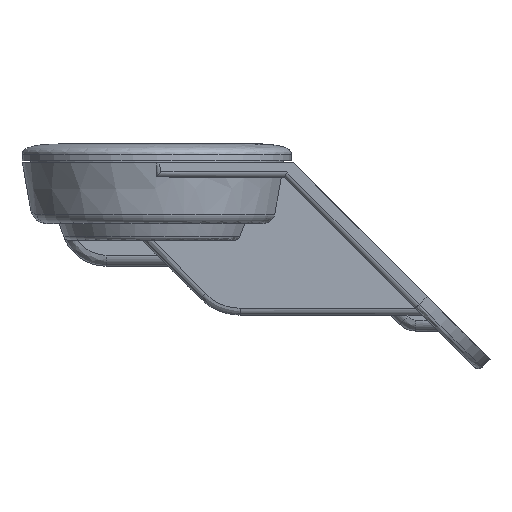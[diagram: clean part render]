
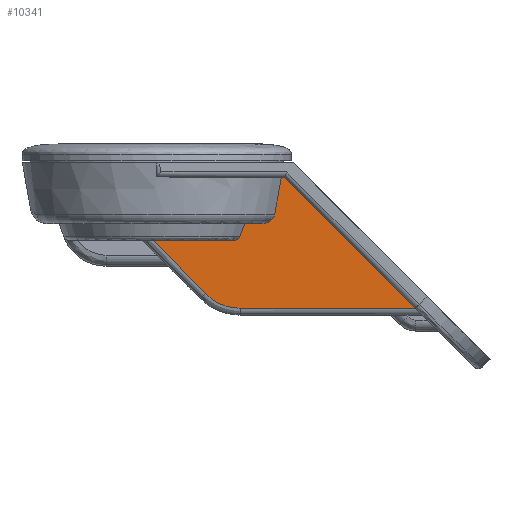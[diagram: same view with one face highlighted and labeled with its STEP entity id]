
A CAD part, left-side view. The second image highlights one B-rep face of the part: STEP entity #10341.
In plain terms, the highlighted planar face has unit normal (-1, 0, -0.018).
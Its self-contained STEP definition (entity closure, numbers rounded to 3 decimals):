
#14=(
BOUNDED_CURVE()
B_SPLINE_CURVE(2,(#17049,#17050,#17051),.UNSPECIFIED.,.F.,.F.)
B_SPLINE_CURVE_WITH_KNOTS((3,3),(0.419,0.532),
 .UNSPECIFIED.)
CURVE()
GEOMETRIC_REPRESENTATION_ITEM()
RATIONAL_B_SPLINE_CURVE((1.028,1.03,1.031))
REPRESENTATION_ITEM('')
);
#251=B_SPLINE_CURVE_WITH_KNOTS('',3,(#17036,#17037,#17038,#17039,#17040,
#17041,#17042,#17043,#17044,#17045),.UNSPECIFIED.,.F.,.F.,(4,2,2,2,4),(0.017,
0.036,0.074,0.112,0.153),
 .UNSPECIFIED.);
#252=B_SPLINE_CURVE_WITH_KNOTS('',3,(#17053,#17054,#17055,#17056,#17057,
#17058,#17059,#17060,#17061,#17062),.UNSPECIFIED.,.F.,.F.,(4,2,2,2,4),(0.016,
0.018,0.037,0.057,0.079),
 .UNSPECIFIED.);
#1401=CIRCLE('',#11249,6006.562);
#1405=CIRCLE('',#11256,4.306);
#1787=FACE_OUTER_BOUND('',#2379,.T.);
#2379=EDGE_LOOP('',(#8347,#8348,#8349,#8350,#8351,#8352,#8353,#8354,#8355,
#8356,#8357));
#3040=LINE('',#17033,#3915);
#3041=LINE('',#17034,#3916);
#3042=LINE('',#17047,#3917);
#3043=LINE('',#17064,#3918);
#3044=LINE('',#17066,#3919);
#3045=LINE('',#17069,#3920);
#3915=VECTOR('',#13288,16.467);
#3916=VECTOR('',#13289,0.283);
#3917=VECTOR('',#13290,1.607);
#3918=VECTOR('',#13291,7.144);
#3919=VECTOR('',#13292,10.);
#3920=VECTOR('',#13295,15.597);
#4893=VERTEX_POINT('',#16967);
#4894=VERTEX_POINT('',#16968);
#4902=VERTEX_POINT('',#17031);
#4903=VERTEX_POINT('',#17032);
#4904=VERTEX_POINT('',#17035);
#4905=VERTEX_POINT('',#17046);
#4906=VERTEX_POINT('',#17048);
#4907=VERTEX_POINT('',#17052);
#4908=VERTEX_POINT('',#17063);
#4909=VERTEX_POINT('',#17065);
#4910=VERTEX_POINT('',#17067);
#6115=EDGE_CURVE('',#4893,#4894,#1401,.T.);
#6125=EDGE_CURVE('',#4902,#4903,#3040,.T.);
#6126=EDGE_CURVE('',#4902,#4893,#3041,.T.);
#6127=EDGE_CURVE('',#4894,#4904,#251,.T.);
#6128=EDGE_CURVE('',#4904,#4905,#3042,.T.);
#6129=EDGE_CURVE('',#4905,#4906,#14,.T.);
#6130=EDGE_CURVE('',#4906,#4907,#252,.T.);
#6131=EDGE_CURVE('',#4907,#4908,#3043,.T.);
#6132=EDGE_CURVE('',#4908,#4909,#3044,.T.);
#6133=EDGE_CURVE('',#4909,#4910,#1405,.T.);
#6134=EDGE_CURVE('',#4910,#4903,#3045,.T.);
#8347=ORIENTED_EDGE('',*,*,#6125,.F.);
#8348=ORIENTED_EDGE('',*,*,#6126,.T.);
#8349=ORIENTED_EDGE('',*,*,#6115,.T.);
#8350=ORIENTED_EDGE('',*,*,#6127,.T.);
#8351=ORIENTED_EDGE('',*,*,#6128,.T.);
#8352=ORIENTED_EDGE('',*,*,#6129,.T.);
#8353=ORIENTED_EDGE('',*,*,#6130,.T.);
#8354=ORIENTED_EDGE('',*,*,#6131,.T.);
#8355=ORIENTED_EDGE('',*,*,#6132,.T.);
#8356=ORIENTED_EDGE('',*,*,#6133,.T.);
#8357=ORIENTED_EDGE('',*,*,#6134,.T.);
#9877=PLANE('',#11255);
#10341=ADVANCED_FACE('',(#1787),#9877,.F.);
#11249=AXIS2_PLACEMENT_3D('',#16969,#13272,#13273);
#11255=AXIS2_PLACEMENT_3D('',#17030,#13286,#13287);
#11256=AXIS2_PLACEMENT_3D('',#17068,#13293,#13294);
#13272=DIRECTION('center_axis',(1.,0.,0.017));
#13273=DIRECTION('ref_axis',(0.003,-0.984,-0.178));
#13286=DIRECTION('center_axis',(1.,0.,0.017));
#13287=DIRECTION('ref_axis',(0.,-1.,0.));
#13288=DIRECTION('',(0.012,-0.707,-0.707));
#13289=DIRECTION('',(0.,1.,0.));
#13290=DIRECTION('',(0.,1.,0.));
#13291=DIRECTION('',(0.,1.,0.));
#13292=DIRECTION('',(0.012,-0.698,-0.716));
#13293=DIRECTION('center_axis',(-1.,0.,
-0.017));
#13294=DIRECTION('ref_axis',(0.017,0.,-1.));
#13295=DIRECTION('',(0.,-1.,0.));
#16967=CARTESIAN_POINT('',(-51.322,-11.096,-1.5));
#16968=CARTESIAN_POINT('',(-51.264,-10.504,-4.774));
#16969=CARTESIAN_POINT('Origin',(-69.937,5900.003,1064.967));
#17030=CARTESIAN_POINT('Origin',(-51.25,3.997,-5.6));
#17031=CARTESIAN_POINT('',(-51.322,-11.379,-1.5));
#17032=CARTESIAN_POINT('',(-51.118,-23.022,-13.143));
#17033=CARTESIAN_POINT('',(-51.322,-11.379,-1.5));
#17034=CARTESIAN_POINT('',(-51.322,-11.379,-1.5));
#17035=CARTESIAN_POINT('',(-51.25,-9.457,-5.6));
#17036=CARTESIAN_POINT('Ctrl Pts',(-51.264,-10.504,
-4.774));
#17037=CARTESIAN_POINT('Ctrl Pts',(-51.263,-10.491,-4.844));
#17038=CARTESIAN_POINT('Ctrl Pts',(-51.262,-10.47,
-4.914));
#17039=CARTESIAN_POINT('Ctrl Pts',(-51.259,-10.396,
-5.089));
#17040=CARTESIAN_POINT('Ctrl Pts',(-51.257,-10.311,
-5.211));
#17041=CARTESIAN_POINT('Ctrl Pts',(-51.254,-10.129,
-5.388));
#17042=CARTESIAN_POINT('Ctrl Pts',(-51.252,-9.998,
-5.472));
#17043=CARTESIAN_POINT('Ctrl Pts',(-51.251,-9.752,
-5.57));
#17044=CARTESIAN_POINT('Ctrl Pts',(-51.25,-9.592,-5.6));
#17045=CARTESIAN_POINT('Ctrl Pts',(-51.25,-9.457,-5.6));
#17046=CARTESIAN_POINT('',(-51.25,-7.85,-5.6));
#17047=CARTESIAN_POINT('',(-51.25,-9.457,-5.6));
#17048=CARTESIAN_POINT('',(-51.23,-7.386,-6.771));
#17049=CARTESIAN_POINT('Ctrl Pts',(-51.25,-7.85,-5.6));
#17050=CARTESIAN_POINT('Ctrl Pts',(-51.239,-7.612,-6.203));
#17051=CARTESIAN_POINT('Ctrl Pts',(-51.23,-7.386,
-6.771));
#17052=CARTESIAN_POINT('',(-51.224,-6.858,-7.1));
#17053=CARTESIAN_POINT('Ctrl Pts',(-51.23,-7.386,-6.771));
#17054=CARTESIAN_POINT('Ctrl Pts',(-51.229,-7.384,
-6.775));
#17055=CARTESIAN_POINT('Ctrl Pts',(-51.229,-7.382,
-6.779));
#17056=CARTESIAN_POINT('Ctrl Pts',(-51.228,-7.355,-6.841));
#17057=CARTESIAN_POINT('Ctrl Pts',(-51.227,-7.311,
-6.902));
#17058=CARTESIAN_POINT('Ctrl Pts',(-51.226,-7.217,-6.991));
#17059=CARTESIAN_POINT('Ctrl Pts',(-51.225,-7.148,
-7.034));
#17060=CARTESIAN_POINT('Ctrl Pts',(-51.224,-7.017,
-7.085));
#17061=CARTESIAN_POINT('Ctrl Pts',(-51.224,-6.931,
-7.1));
#17062=CARTESIAN_POINT('Ctrl Pts',(-51.224,-6.858,
-7.1));
#17063=CARTESIAN_POINT('',(-51.224,0.286,-7.1));
#17064=CARTESIAN_POINT('',(-51.224,-6.858,-7.1));
#17065=CARTESIAN_POINT('',(-51.141,-4.342,-11.844));
#17066=CARTESIAN_POINT('',(-51.224,0.286,-7.1));
#17067=CARTESIAN_POINT('',(-51.118,-7.425,-13.143));
#17068=CARTESIAN_POINT('Origin',(-51.193,-7.425,-8.838));
#17069=CARTESIAN_POINT('',(-51.118,-7.425,-13.143));
